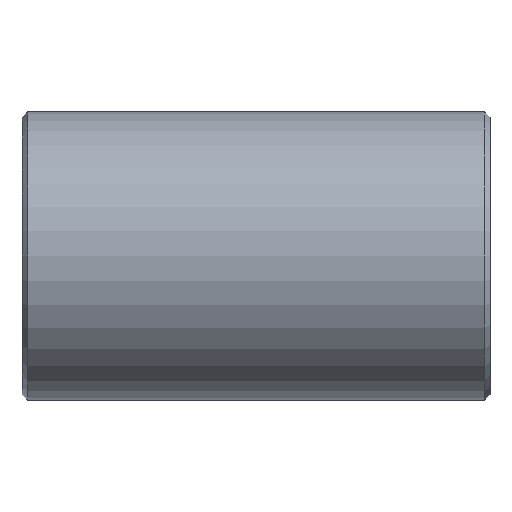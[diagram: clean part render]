
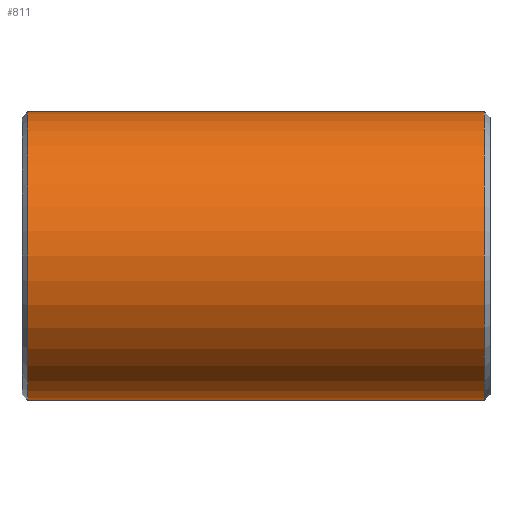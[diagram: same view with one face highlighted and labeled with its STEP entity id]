
A CAD part, front view. The second image highlights one B-rep face of the part: STEP entity #811.
In plain terms, the highlighted cylindrical face has radius 109.537 mm (diameter 219.075 mm), a partial arc.
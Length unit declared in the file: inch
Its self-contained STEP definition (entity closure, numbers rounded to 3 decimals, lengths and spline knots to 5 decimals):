
#39 = ORIENTED_EDGE ( 'NONE', *, *, #191, .T. ) ;
#43 = DIRECTION ( 'NONE',  ( -1., 0., 0. ) ) ;
#62 = CARTESIAN_POINT ( 'NONE',  ( -6.83333, 0., 0. ) ) ;
#93 = CARTESIAN_POINT ( 'NONE',  ( -6.83333, 0., 4.3125 ) ) ;
#97 = EDGE_CURVE ( 'NONE', #225, #212, #714, .T. ) ;
#116 = AXIS2_PLACEMENT_3D ( 'NONE', #632, #43, #639 ) ;
#131 = VERTEX_POINT ( 'NONE', #320 ) ;
#132 = AXIS2_PLACEMENT_3D ( 'NONE', #62, #592, #724 ) ;
#136 = CARTESIAN_POINT ( 'NONE',  ( 6.83333, 0., 4.3125 ) ) ;
#191 = EDGE_CURVE ( 'NONE', #212, #442, #661, .T. ) ;
#196 = EDGE_LOOP ( 'NONE', ( #738, #842, #39, #683 ) ) ;
#212 = VERTEX_POINT ( 'NONE', #136 ) ;
#225 = VERTEX_POINT ( 'NONE', #467 ) ;
#239 = EDGE_CURVE ( 'NONE', #442, #131, #250, .T. ) ;
#250 = CIRCLE ( 'NONE', #132, 4.3125 ) ;
#270 = CARTESIAN_POINT ( 'NONE',  ( 7., 0., 4.3125 ) ) ;
#281 = VECTOR ( 'NONE', #392, 39.37008 ) ;
#309 = EDGE_CURVE ( 'NONE', #225, #131, #388, .T. ) ;
#320 = CARTESIAN_POINT ( 'NONE',  ( -6.83333, 0., -4.3125 ) ) ;
#321 = DIRECTION ( 'NONE',  ( 0., 0., 1. ) ) ;
#388 = LINE ( 'NONE', #533, #728 ) ;
#389 = FACE_OUTER_BOUND ( 'NONE', #196, .T. ) ;
#392 = DIRECTION ( 'NONE',  ( -1., 0., 0. ) ) ;
#394 = CARTESIAN_POINT ( 'NONE',  ( 7., 0., 0. ) ) ;
#442 = VERTEX_POINT ( 'NONE', #93 ) ;
#467 = CARTESIAN_POINT ( 'NONE',  ( 6.83333, 0., -4.3125 ) ) ;
#521 = AXIS2_PLACEMENT_3D ( 'NONE', #394, #777, #321 ) ;
#533 = CARTESIAN_POINT ( 'NONE',  ( 7., 0., -4.3125 ) ) ;
#592 = DIRECTION ( 'NONE',  ( 1., 0., 0. ) ) ;
#632 = CARTESIAN_POINT ( 'NONE',  ( 6.83333, 0., 0. ) ) ;
#639 = DIRECTION ( 'NONE',  ( 0., 0., -1. ) ) ;
#646 = DIRECTION ( 'NONE',  ( -1., 0., 0. ) ) ;
#661 = LINE ( 'NONE', #270, #281 ) ;
#683 = ORIENTED_EDGE ( 'NONE', *, *, #239, .T. ) ;
#714 = CIRCLE ( 'NONE', #116, 4.3125 ) ;
#724 = DIRECTION ( 'NONE',  ( 0., 0., 1. ) ) ;
#728 = VECTOR ( 'NONE', #646, 39.37008 ) ;
#738 = ORIENTED_EDGE ( 'NONE', *, *, #309, .F. ) ;
#777 = DIRECTION ( 'NONE',  ( -1., 0., 0. ) ) ;
#811 = ADVANCED_FACE ( 'NONE', ( #389 ), #845, .T. ) ;
#842 = ORIENTED_EDGE ( 'NONE', *, *, #97, .T. ) ;
#845 = CYLINDRICAL_SURFACE ( 'NONE', #521, 4.3125 ) ;
